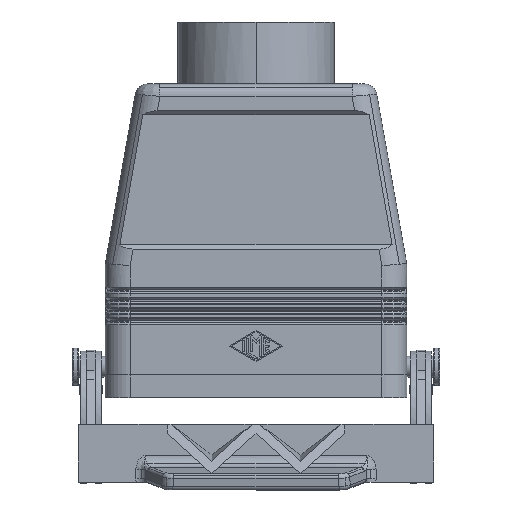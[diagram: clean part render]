
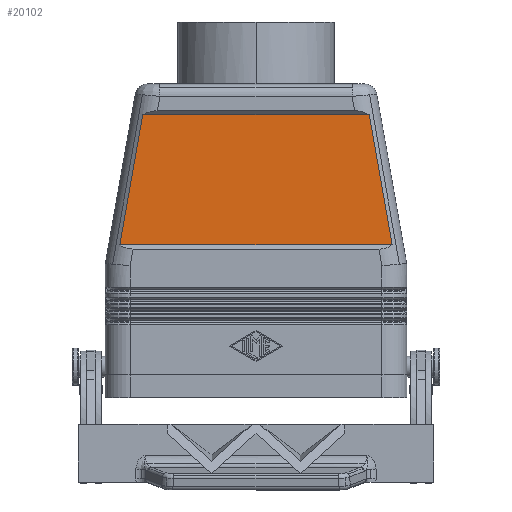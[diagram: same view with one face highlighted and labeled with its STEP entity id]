
A CAD part, front view. The second image highlights one B-rep face of the part: STEP entity #20102.
In plain terms, the highlighted planar face has unit normal (0, -1, 0).
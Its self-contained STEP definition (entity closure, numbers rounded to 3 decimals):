
#1346=CARTESIAN_POINT('',(-32.982,-20.5,37.));
#1347=VERTEX_POINT('',#1346);
#1355=CARTESIAN_POINT('',(-27.427,-20.5,68.5));
#1356=VERTEX_POINT('',#1355);
#1357=CARTESIAN_POINT('',(-32.982,-20.5,37.));
#1358=DIRECTION('',(0.174,0.,0.985));
#1359=VECTOR('',#1358,31.986);
#1360=LINE('',#1357,#1359);
#1361=EDGE_CURVE('',#1347,#1356,#1360,.T.);
#4626=CARTESIAN_POINT('',(27.427,-20.5,68.5));
#4627=VERTEX_POINT('',#4626);
#4635=CARTESIAN_POINT('',(32.982,-20.5,37.));
#4636=VERTEX_POINT('',#4635);
#4637=CARTESIAN_POINT('',(27.427,-20.5,68.5));
#4638=DIRECTION('',(0.174,0.,-0.985));
#4639=VECTOR('',#4638,31.986);
#4640=LINE('',#4637,#4639);
#4641=EDGE_CURVE('',#4627,#4636,#4640,.T.);
#20070=CARTESIAN_POINT('',(27.427,-20.5,68.5));
#20071=DIRECTION('',(-1.0,0.0,0.0));
#20072=VECTOR('',#20071,54.855);
#20073=LINE('',#20070,#20072);
#20074=EDGE_CURVE('',#4627,#1356,#20073,.T.);
#20086=CARTESIAN_POINT('',(0.0,-20.5,68.5));
#20087=DIRECTION('',(0.0,1.0,0.0));
#20088=DIRECTION('',(0.0,0.0,1.0));
#20089=AXIS2_PLACEMENT_3D('',#20086,#20087,#20088);
#20090=PLANE('',#20089);
#20091=ORIENTED_EDGE('',*,*,#1361,.F.);
#20092=CARTESIAN_POINT('',(32.982,-20.5,37.));
#20093=DIRECTION('',(-1.0,0.0,0.0));
#20094=VECTOR('',#20093,65.964);
#20095=LINE('',#20092,#20094);
#20096=EDGE_CURVE('',#4636,#1347,#20095,.T.);
#20097=ORIENTED_EDGE('',*,*,#20096,.F.);
#20098=ORIENTED_EDGE('',*,*,#4641,.F.);
#20099=ORIENTED_EDGE('',*,*,#20074,.T.);
#20100=EDGE_LOOP('',(#20091,#20097,#20098,#20099));
#20101=FACE_OUTER_BOUND('',#20100,.T.);
#20102=ADVANCED_FACE('',(#20101),#20090,.F.);
